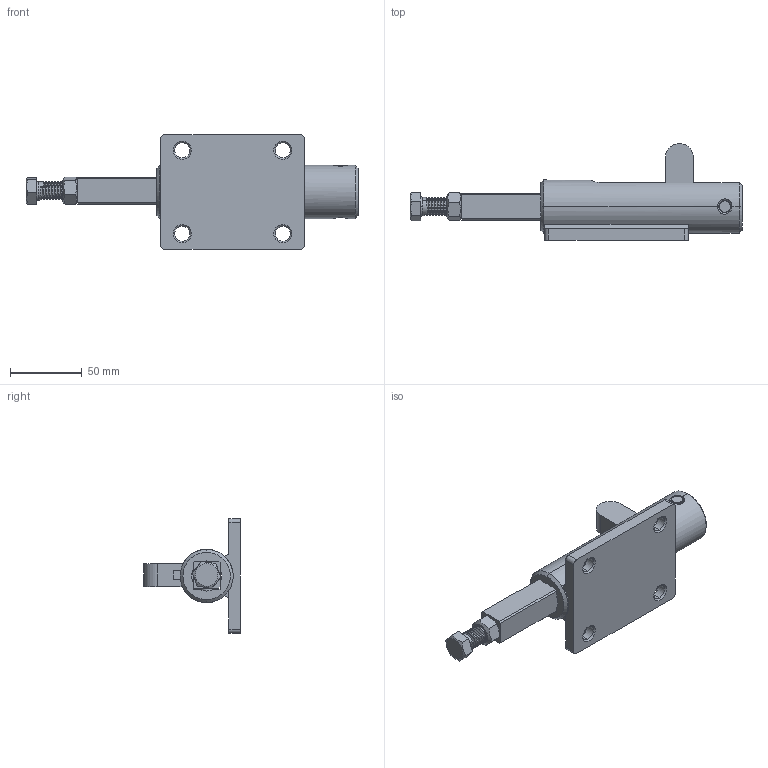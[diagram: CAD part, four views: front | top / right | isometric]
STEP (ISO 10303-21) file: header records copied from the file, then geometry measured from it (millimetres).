
FILE_DESCRIPTION (( 'STEP AP203' ), '1' );
FILE_NAME ('CH-30510M.STEP', '2017-11-28T11:34:06', ( 'Windows' ), ( 'Microsoft' ), 'SwSTEP 2.0', 'SolidWorks 2015', '' );
FILE_SCHEMA (( 'CONFIG_CONTROL_DESIGN' ));
Length unit declared in the file: millimetre
Products named in the file (9): 30510M酗; 蟀; 傻; CH-30510M菁; 階; CH-30510M忒; 12蹟譫; 鞠蹟邡; CH-30510M
Assembly tree (8 placements, depth 2):
  CH-30510M
    CH-30510M菁
    CH-30510M忒
    30510M酗
    蟀
    傻
    階
    12蹟譫
    鞠蹟邡
Bounding box: 231 x 67.35 x 80 mm (x, y, z)
Volume: 200284.2 mm3; surface area: 76243.5 mm2
Topology: 11 solids, 11 shells, 1204 faces, 3453 edges, 2278 vertices
Faces by surface type: plane 873, cylinder 174, bspline 84, cone 71, torus 2
Entity records: 60168 total; most frequent: CARTESIAN_POINT 28383, ORIENTED_EDGE 6902, DIRECTION 5938, EDGE_CURVE 3451, LINE 2352, VECTOR 2352, VERTEX_POINT 2278, AXIS2_PLACEMENT_3D 1793
